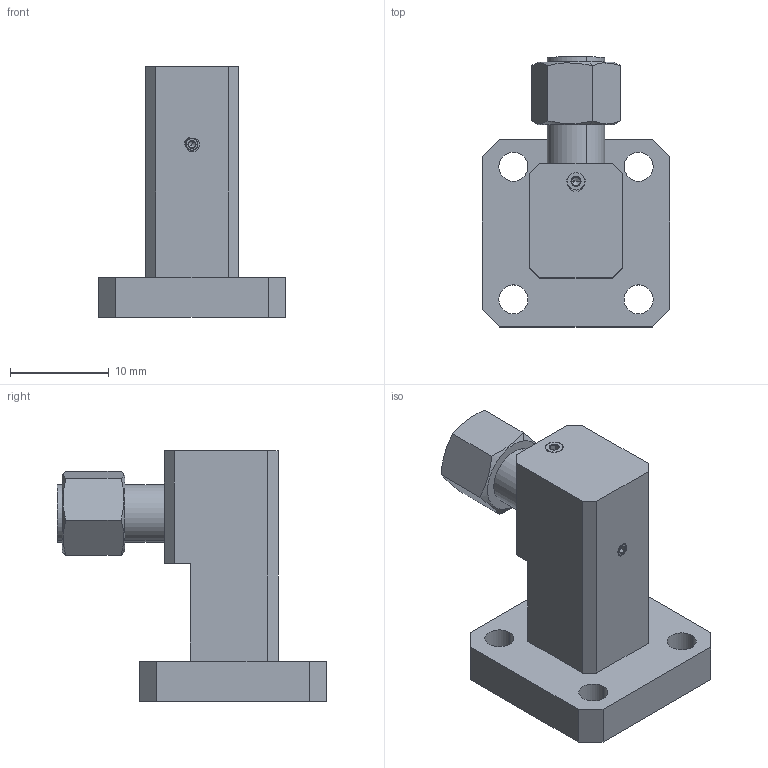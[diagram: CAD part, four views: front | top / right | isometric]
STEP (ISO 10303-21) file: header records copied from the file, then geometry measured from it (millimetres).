
FILE_DESCRIPTION (( 'STEP AP203' ), '1' );
FILE_NAME ('SWC-222M-R1-599.STEP', '2018-11-10T00:43:35', ( '' ), ( '' ), 'SwSTEP 2.0', 'SolidWorks 2016', '' );
FILE_SCHEMA (( 'CONFIG_CONTROL_DESIGN' ));
Length unit declared in the file: inch
Products named in the file (1): SWC-222M-R1-599
Bounding box: 19.05 x 27.36 x 25.4 mm (x, y, z)
Volume: 3749.5 mm3; surface area: 2685.9 mm2
Topology: 4 solids, 4 shells, 267 faces, 645 edges, 389 vertices
Faces by surface type: cone 106, cylinder 93, plane 68
Entity records: 8500 total; most frequent: CARTESIAN_POINT 2491, ORIENTED_EDGE 1274, DIRECTION 1155, EDGE_CURVE 637, AXIS2_PLACEMENT_3D 437, VERTEX_POINT 389, EDGE_LOOP 288, VECTOR 281
